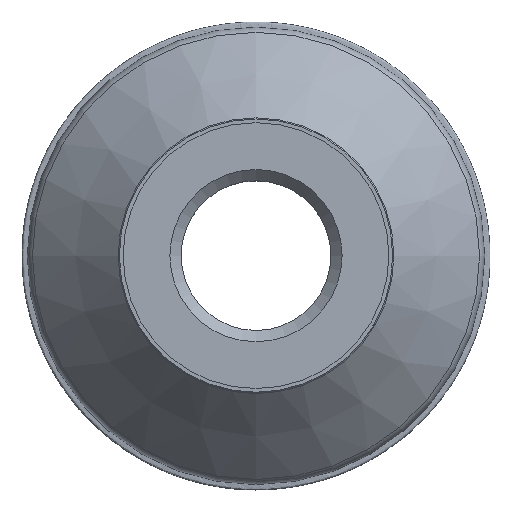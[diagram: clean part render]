
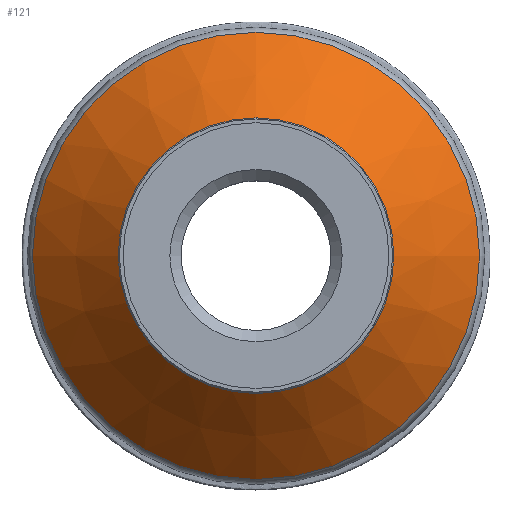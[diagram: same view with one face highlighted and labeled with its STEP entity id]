
A CAD part, top view. The second image highlights one B-rep face of the part: STEP entity #121.
In plain terms, the highlighted conical face has half-angle 43.554 degrees and reference radius 36 mm.
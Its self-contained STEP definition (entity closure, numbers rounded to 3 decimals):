
#121=ADVANCED_FACE('TB_IB_SU3',(#153,#154),#144,.T.);
#144=CONICAL_SURFACE('',#562,36.,43.554);
#153=FACE_BOUND('',#200,.T.);
#154=FACE_BOUND('',#201,.T.);
#200=EDGE_LOOP('',(#246));
#201=EDGE_LOOP('',(#247));
#246=ORIENTED_EDGE('',*,*,#316,.T.);
#247=ORIENTED_EDGE('',*,*,#317,.T.);
#292=VERTEX_POINT('',#794);
#293=VERTEX_POINT('',#796);
#316=EDGE_CURVE('',#292,#292,#339,.T.);
#317=EDGE_CURVE('',#293,#293,#340,.T.);
#339=CIRCLE('',#560,36.826);
#340=CIRCLE('',#561,59.724);
#560=AXIS2_PLACEMENT_3D('',#793,#656,#657);
#561=AXIS2_PLACEMENT_3D('',#795,#658,#659);
#562=AXIS2_PLACEMENT_3D('',#797,#660,#661);
#656=DIRECTION('',(0.,0.,-1.));
#657=DIRECTION('',(-1.,0.,0.));
#658=DIRECTION('',(0.,0.,1.));
#659=DIRECTION('',(1.,0.,0.));
#660=DIRECTION('',(0.,0.,-1.));
#661=DIRECTION('',(-1.,0.,0.));
#793=CARTESIAN_POINT('',(0.,0.,-18.369));
#794=CARTESIAN_POINT('',(-36.826,0.,-18.369));
#795=CARTESIAN_POINT('',(0.,0.,-42.452));
#796=CARTESIAN_POINT('',(59.724,0.,-42.452));
#797=CARTESIAN_POINT('',(0.,0.,-17.5));
